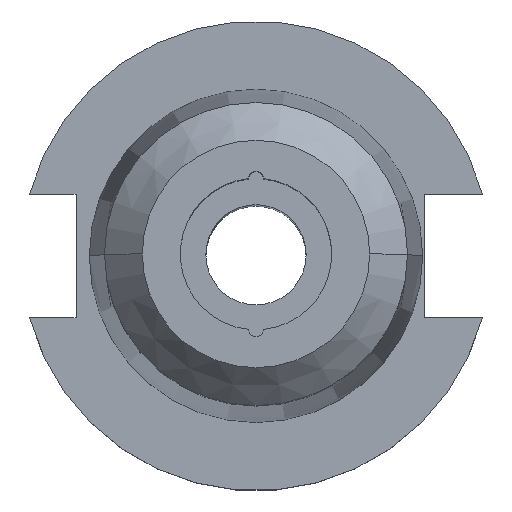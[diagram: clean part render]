
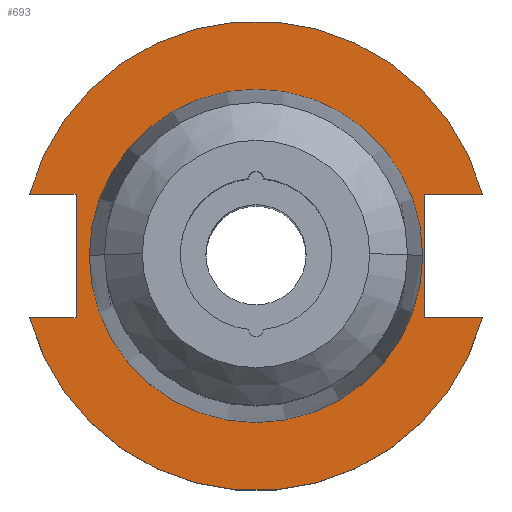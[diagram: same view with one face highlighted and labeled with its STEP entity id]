
A CAD part, top view. The second image highlights one B-rep face of the part: STEP entity #693.
In plain terms, the highlighted planar face has unit normal (0, 0, 1).
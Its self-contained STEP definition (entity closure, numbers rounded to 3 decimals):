
#19 = EDGE_CURVE ( 'NONE', #1304, #1810, #579, .T. ) ;
#24 = VECTOR ( 'NONE', #1324, 1000. ) ;
#54 = VERTEX_POINT ( 'NONE', #1848 ) ;
#144 = VECTOR ( 'NONE', #777, 1000. ) ;
#169 = EDGE_LOOP ( 'NONE', ( #575, #665, #1928, #911, #1359, #1484, #1326, #1861 ) ) ;
#181 = AXIS2_PLACEMENT_3D ( 'NONE', #1788, #843, #1943 ) ;
#199 = CARTESIAN_POINT ( 'NONE',  ( 35.306, 12.954, 19.05 ) ) ;
#225 = CIRCLE ( 'NONE', #417, 34.925 ) ;
#246 = LINE ( 'NONE', #1239, #1033 ) ;
#302 = DIRECTION ( 'NONE',  ( 1., 0., 0. ) ) ;
#307 = AXIS2_PLACEMENT_3D ( 'NONE', #1594, #346, #1602 ) ;
#346 = DIRECTION ( 'NONE',  ( 0., 0., 1. ) ) ;
#385 = CARTESIAN_POINT ( 'NONE',  ( -37.719, 12.954, 19.05 ) ) ;
#417 = AXIS2_PLACEMENT_3D ( 'NONE', #453, #1074, #1551 ) ;
#453 = CARTESIAN_POINT ( 'NONE',  ( 0., 0., 19.05 ) ) ;
#465 = CARTESIAN_POINT ( 'NONE',  ( -37.719, -12.954, 19.05 ) ) ;
#504 = CARTESIAN_POINT ( 'NONE',  ( -34.925, 0., 19.05 ) ) ;
#575 = ORIENTED_EDGE ( 'NONE', *, *, #586, .T. ) ;
#579 = LINE ( 'NONE', #1404, #144 ) ;
#584 = CARTESIAN_POINT ( 'NONE',  ( -63.719, 12.954, 19.05 ) ) ;
#586 = EDGE_CURVE ( 'NONE', #766, #807, #1213, .T. ) ;
#651 = VECTOR ( 'NONE', #302, 1000. ) ;
#665 = ORIENTED_EDGE ( 'NONE', *, *, #1550, .F. ) ;
#693 = ADVANCED_FACE ( 'NONE', ( #1490, #704 ), #1124, .T. ) ;
#701 = EDGE_CURVE ( 'NONE', #1517, #1299, #225, .T. ) ;
#704 = FACE_OUTER_BOUND ( 'NONE', #169, .T. ) ;
#761 = ORIENTED_EDGE ( 'NONE', *, *, #1474, .F. ) ;
#766 = VERTEX_POINT ( 'NONE', #774 ) ;
#774 = CARTESIAN_POINT ( 'NONE',  ( -47.477, -12.954, 19.05 ) ) ;
#777 = DIRECTION ( 'NONE',  ( 0., -1., 0. ) ) ;
#780 = EDGE_CURVE ( 'NONE', #766, #1736, #1435, .T. ) ;
#807 = VERTEX_POINT ( 'NONE', #1119 ) ;
#836 = DIRECTION ( 'NONE',  ( 0., 0., 1. ) ) ;
#843 = DIRECTION ( 'NONE',  ( 0., 0., 1. ) ) ;
#911 = ORIENTED_EDGE ( 'NONE', *, *, #969, .F. ) ;
#942 = CIRCLE ( 'NONE', #1627, 49.212 ) ;
#957 = CARTESIAN_POINT ( 'NONE',  ( 35.306, -12.954, 19.05 ) ) ;
#960 = LINE ( 'NONE', #1023, #1548 ) ;
#969 = EDGE_CURVE ( 'NONE', #1731, #1304, #246, .T. ) ;
#970 = DIRECTION ( 'NONE',  ( 1., 0., 0. ) ) ;
#978 = LINE ( 'NONE', #584, #1766 ) ;
#1021 = EDGE_CURVE ( 'NONE', #1285, #54, #978, .T. ) ;
#1023 = CARTESIAN_POINT ( 'NONE',  ( 35.306, -12.954, 19.05 ) ) ;
#1033 = VECTOR ( 'NONE', #1158, 1000. ) ;
#1063 = CARTESIAN_POINT ( 'NONE',  ( 0., 0., 19.05 ) ) ;
#1074 = DIRECTION ( 'NONE',  ( 0., 0., 1. ) ) ;
#1092 = CARTESIAN_POINT ( 'NONE',  ( 47.477, 12.954, 19.05 ) ) ;
#1119 = CARTESIAN_POINT ( 'NONE',  ( 47.477, -12.954, 19.05 ) ) ;
#1124 = PLANE ( 'NONE',  #307 ) ;
#1158 = DIRECTION ( 'NONE',  ( -1., 0., 0. ) ) ;
#1213 = CIRCLE ( 'NONE', #1545, 49.212 ) ;
#1235 = CARTESIAN_POINT ( 'NONE',  ( -63.719, -12.954, 19.05 ) ) ;
#1239 = CARTESIAN_POINT ( 'NONE',  ( 35.306, 12.954, 19.05 ) ) ;
#1285 = VERTEX_POINT ( 'NONE', #1957 ) ;
#1299 = VERTEX_POINT ( 'NONE', #504 ) ;
#1304 = VERTEX_POINT ( 'NONE', #199 ) ;
#1324 = DIRECTION ( 'NONE',  ( 0., 1., 0. ) ) ;
#1326 = ORIENTED_EDGE ( 'NONE', *, *, #1965, .F. ) ;
#1346 = DIRECTION ( 'NONE',  ( -1., 0., 0. ) ) ;
#1359 = ORIENTED_EDGE ( 'NONE', *, *, #1921, .T. ) ;
#1389 = EDGE_LOOP ( 'NONE', ( #1714, #761 ) ) ;
#1392 = DIRECTION ( 'NONE',  ( 0., 0., 1. ) ) ;
#1404 = CARTESIAN_POINT ( 'NONE',  ( 35.306, 12.954, 19.05 ) ) ;
#1435 = LINE ( 'NONE', #1235, #651 ) ;
#1474 = EDGE_CURVE ( 'NONE', #1299, #1517, #1858, .T. ) ;
#1484 = ORIENTED_EDGE ( 'NONE', *, *, #1021, .F. ) ;
#1490 = FACE_BOUND ( 'NONE', #1389, .T. ) ;
#1509 = DIRECTION ( 'NONE',  ( 1., 0., 0. ) ) ;
#1517 = VERTEX_POINT ( 'NONE', #1953 ) ;
#1545 = AXIS2_PLACEMENT_3D ( 'NONE', #1063, #1392, #970 ) ;
#1548 = VECTOR ( 'NONE', #1509, 1000. ) ;
#1550 = EDGE_CURVE ( 'NONE', #1810, #807, #960, .T. ) ;
#1551 = DIRECTION ( 'NONE',  ( 1., 0., 0. ) ) ;
#1594 = CARTESIAN_POINT ( 'NONE',  ( 0., 49.212, 19.05 ) ) ;
#1602 = DIRECTION ( 'NONE',  ( 1., 0., 0. ) ) ;
#1627 = AXIS2_PLACEMENT_3D ( 'NONE', #1775, #836, #1930 ) ;
#1714 = ORIENTED_EDGE ( 'NONE', *, *, #701, .F. ) ;
#1726 = LINE ( 'NONE', #385, #24 ) ;
#1731 = VERTEX_POINT ( 'NONE', #1092 ) ;
#1736 = VERTEX_POINT ( 'NONE', #465 ) ;
#1766 = VECTOR ( 'NONE', #1346, 1000. ) ;
#1775 = CARTESIAN_POINT ( 'NONE',  ( 0., 0., 19.05 ) ) ;
#1788 = CARTESIAN_POINT ( 'NONE',  ( 0., 0., 19.05 ) ) ;
#1810 = VERTEX_POINT ( 'NONE', #957 ) ;
#1848 = CARTESIAN_POINT ( 'NONE',  ( -47.477, 12.954, 19.05 ) ) ;
#1858 = CIRCLE ( 'NONE', #181, 34.925 ) ;
#1861 = ORIENTED_EDGE ( 'NONE', *, *, #780, .F. ) ;
#1921 = EDGE_CURVE ( 'NONE', #1731, #54, #942, .T. ) ;
#1928 = ORIENTED_EDGE ( 'NONE', *, *, #19, .F. ) ;
#1930 = DIRECTION ( 'NONE',  ( 1., 0., 0. ) ) ;
#1943 = DIRECTION ( 'NONE',  ( 1., 0., 0. ) ) ;
#1953 = CARTESIAN_POINT ( 'NONE',  ( 34.925, 0., 19.05 ) ) ;
#1957 = CARTESIAN_POINT ( 'NONE',  ( -37.719, 12.954, 19.05 ) ) ;
#1965 = EDGE_CURVE ( 'NONE', #1736, #1285, #1726, .T. ) ;
